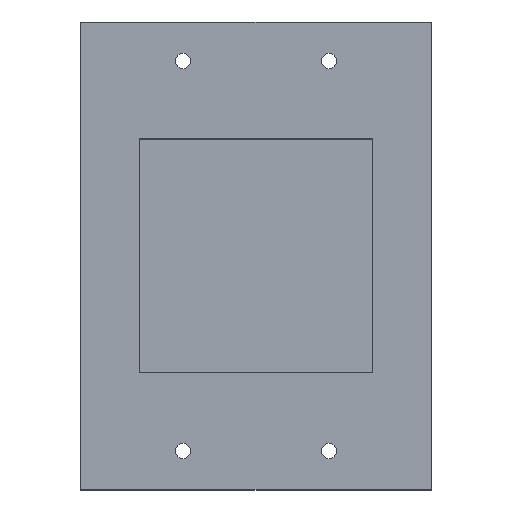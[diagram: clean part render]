
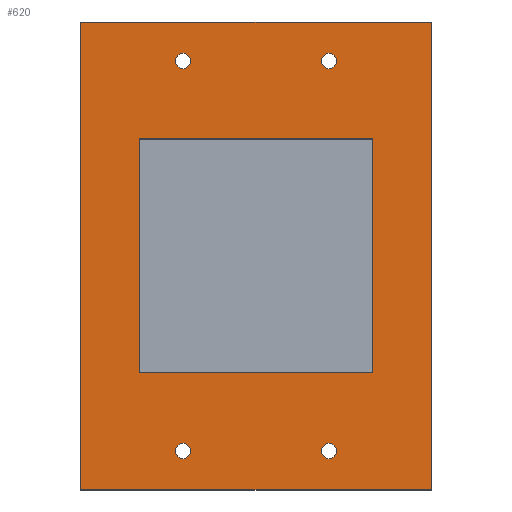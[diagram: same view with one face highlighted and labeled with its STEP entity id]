
A CAD part, top view. The second image highlights one B-rep face of the part: STEP entity #620.
In plain terms, the highlighted planar face has unit normal (0, 0, 1).
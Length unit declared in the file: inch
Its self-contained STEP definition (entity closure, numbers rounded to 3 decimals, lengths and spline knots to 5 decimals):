
#15=FACE_BOUND('',#205,.T.);
#16=FACE_BOUND('',#206,.T.);
#17=FACE_BOUND('',#207,.T.);
#18=FACE_BOUND('',#208,.T.);
#19=FACE_BOUND('',#209,.T.);
#55=LINE('',#1617,#105);
#58=LINE('',#1622,#108);
#60=LINE('',#1626,#110);
#62=LINE('',#1629,#112);
#69=LINE('',#1661,#119);
#72=LINE('',#1667,#122);
#75=LINE('',#1673,#125);
#78=LINE('',#1677,#128);
#105=VECTOR('',#793,0.3937);
#108=VECTOR('',#798,0.3937);
#110=VECTOR('',#802,0.3937);
#112=VECTOR('',#806,0.3937);
#119=VECTOR('',#839,0.3937);
#122=VECTOR('',#844,0.3937);
#125=VECTOR('',#849,0.3937);
#128=VECTOR('',#854,0.3937);
#173=FACE_OUTER_BOUND('',#204,.T.);
#204=EDGE_LOOP('',(#551,#552,#553,#554));
#205=EDGE_LOOP('',(#555,#556,#557,#558));
#206=EDGE_LOOP('',(#559));
#207=EDGE_LOOP('',(#560));
#208=EDGE_LOOP('',(#561));
#209=EDGE_LOOP('',(#562));
#242=CIRCLE('',#676,0.06559);
#244=CIRCLE('',#679,0.06559);
#246=CIRCLE('',#682,0.06559);
#248=CIRCLE('',#685,0.06559);
#291=VERTEX_POINT('',#1615);
#292=VERTEX_POINT('',#1616);
#293=VERTEX_POINT('',#1621);
#294=VERTEX_POINT('',#1625);
#295=VERTEX_POINT('',#1631);
#297=VERTEX_POINT('',#1637);
#299=VERTEX_POINT('',#1643);
#301=VERTEX_POINT('',#1649);
#305=VERTEX_POINT('',#1658);
#306=VERTEX_POINT('',#1660);
#308=VERTEX_POINT('',#1666);
#310=VERTEX_POINT('',#1672);
#367=EDGE_CURVE('',#291,#292,#55,.T.);
#370=EDGE_CURVE('',#292,#293,#58,.T.);
#372=EDGE_CURVE('',#293,#294,#60,.T.);
#374=EDGE_CURVE('',#294,#291,#62,.T.);
#375=EDGE_CURVE('',#295,#295,#242,.F.);
#378=EDGE_CURVE('',#297,#297,#244,.F.);
#381=EDGE_CURVE('',#299,#299,#246,.F.);
#384=EDGE_CURVE('',#301,#301,#248,.F.);
#389=EDGE_CURVE('',#306,#305,#69,.T.);
#392=EDGE_CURVE('',#308,#306,#72,.T.);
#395=EDGE_CURVE('',#310,#308,#75,.T.);
#398=EDGE_CURVE('',#305,#310,#78,.T.);
#551=ORIENTED_EDGE('',*,*,#398,.T.);
#552=ORIENTED_EDGE('',*,*,#395,.T.);
#553=ORIENTED_EDGE('',*,*,#392,.T.);
#554=ORIENTED_EDGE('',*,*,#389,.T.);
#555=ORIENTED_EDGE('',*,*,#372,.F.);
#556=ORIENTED_EDGE('',*,*,#370,.F.);
#557=ORIENTED_EDGE('',*,*,#367,.F.);
#558=ORIENTED_EDGE('',*,*,#374,.F.);
#559=ORIENTED_EDGE('',*,*,#384,.T.);
#560=ORIENTED_EDGE('',*,*,#381,.T.);
#561=ORIENTED_EDGE('',*,*,#378,.T.);
#562=ORIENTED_EDGE('',*,*,#375,.T.);
#589=PLANE('',#691);
#620=ADVANCED_FACE('',(#173,#15,#16,#17,#18,#19),#589,.T.);
#676=AXIS2_PLACEMENT_3D('',#1632,#809,#810);
#679=AXIS2_PLACEMENT_3D('',#1638,#816,#817);
#682=AXIS2_PLACEMENT_3D('',#1644,#823,#824);
#685=AXIS2_PLACEMENT_3D('',#1650,#830,#831);
#691=AXIS2_PLACEMENT_3D('',#1678,#855,#856);
#793=DIRECTION('',(0.,-1.,0.));
#798=DIRECTION('',(1.,0.,0.));
#802=DIRECTION('',(0.,1.,0.));
#806=DIRECTION('',(-1.,0.,0.));
#809=DIRECTION('center_axis',(0.,0.,1.));
#810=DIRECTION('ref_axis',(-1.,0.,0.));
#816=DIRECTION('center_axis',(0.,0.,1.));
#817=DIRECTION('ref_axis',(-1.,0.,0.));
#823=DIRECTION('center_axis',(0.,0.,1.));
#824=DIRECTION('ref_axis',(-1.,0.,0.));
#830=DIRECTION('center_axis',(0.,0.,1.));
#831=DIRECTION('ref_axis',(-1.,0.,0.));
#839=DIRECTION('',(0.,-1.,0.));
#844=DIRECTION('',(-1.,0.,0.));
#849=DIRECTION('',(0.,1.,0.));
#854=DIRECTION('',(1.,0.,0.));
#855=DIRECTION('center_axis',(0.,0.,1.));
#856=DIRECTION('ref_axis',(-1.,0.,0.));
#1615=CARTESIAN_POINT('',(-1.,3.5,1.55));
#1616=CARTESIAN_POINT('',(-1.,1.5,1.55));
#1617=CARTESIAN_POINT('',(-1.,2.,1.55));
#1621=CARTESIAN_POINT('',(1.,1.5,1.55));
#1622=CARTESIAN_POINT('',(0.5,1.5,1.55));
#1625=CARTESIAN_POINT('',(1.,3.5,1.55));
#1626=CARTESIAN_POINT('',(1.,3.,1.55));
#1629=CARTESIAN_POINT('',(-0.5,3.5,1.55));
#1631=CARTESIAN_POINT('',(0.69059,0.83333,1.55));
#1632=CARTESIAN_POINT('Origin',(0.625,0.83333,1.55));
#1637=CARTESIAN_POINT('',(0.69059,4.16667,1.55));
#1638=CARTESIAN_POINT('Origin',(0.625,4.16667,1.55));
#1643=CARTESIAN_POINT('',(-0.55941,0.83333,1.55));
#1644=CARTESIAN_POINT('Origin',(-0.625,0.83333,1.55));
#1649=CARTESIAN_POINT('',(-0.55941,4.16667,1.55));
#1650=CARTESIAN_POINT('Origin',(-0.625,4.16667,1.55));
#1658=CARTESIAN_POINT('',(-1.5,0.5,1.55));
#1660=CARTESIAN_POINT('',(-1.5,4.5,1.55));
#1661=CARTESIAN_POINT('',(-1.5,0.5,1.55));
#1666=CARTESIAN_POINT('',(1.5,4.5,1.55));
#1667=CARTESIAN_POINT('',(-1.5,4.5,1.55));
#1672=CARTESIAN_POINT('',(1.5,0.5,1.55));
#1673=CARTESIAN_POINT('',(1.5,4.5,1.55));
#1677=CARTESIAN_POINT('',(1.5,0.5,1.55));
#1678=CARTESIAN_POINT('Origin',(0.,2.5,1.55));
